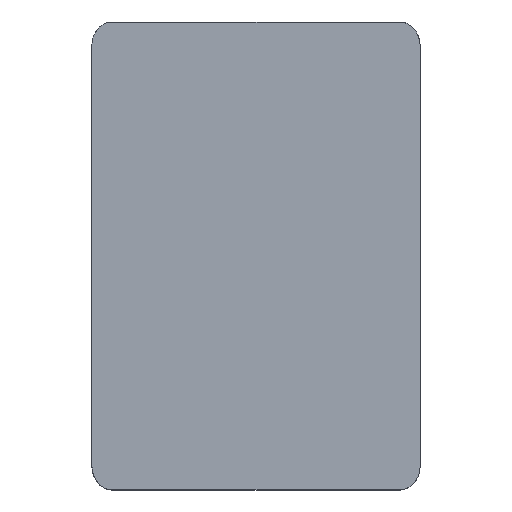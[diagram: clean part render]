
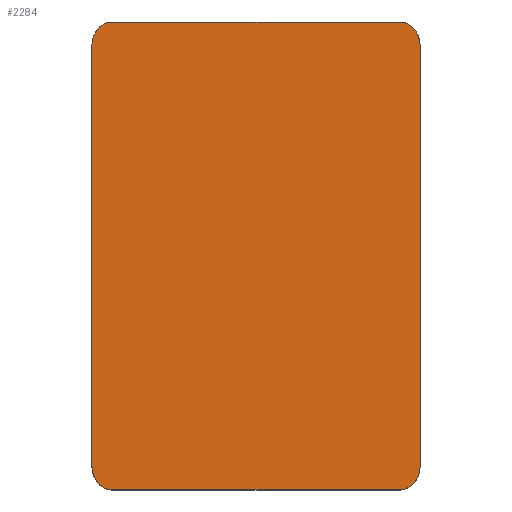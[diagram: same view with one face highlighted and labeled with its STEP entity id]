
A CAD part, top view. The second image highlights one B-rep face of the part: STEP entity #2284.
In plain terms, the highlighted planar face has unit normal (0, 0, 1).
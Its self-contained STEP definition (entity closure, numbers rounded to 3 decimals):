
#94=ELLIPSE('',#2459,4.8,4.);
#96=ELLIPSE('',#2462,4.8,4.);
#98=ELLIPSE('',#2465,4.8,4.);
#100=ELLIPSE('',#2468,4.8,4.);
#199=PLANE('',#2470);
#321=FACE_OUTER_BOUND('',#453,.T.);
#453=EDGE_LOOP('',(#2125,#2126,#2127,#2128,#2129,#2130,#2131,#2132));
#702=LINE('',#4089,#961);
#706=LINE('',#4106,#965);
#710=LINE('',#4123,#969);
#714=LINE('',#4138,#973);
#961=VECTOR('',#3020,10.);
#965=VECTOR('',#3030,12.);
#969=VECTOR('',#3040,10.);
#973=VECTOR('',#3050,12.);
#1180=VERTEX_POINT('',#4080);
#1181=VERTEX_POINT('',#4082);
#1183=VERTEX_POINT('',#4088);
#1185=VERTEX_POINT('',#4099);
#1187=VERTEX_POINT('',#4105);
#1189=VERTEX_POINT('',#4116);
#1191=VERTEX_POINT('',#4122);
#1193=VERTEX_POINT('',#4133);
#1493=EDGE_CURVE('',#1181,#1180,#94,.T.);
#1496=EDGE_CURVE('',#1183,#1181,#702,.T.);
#1499=EDGE_CURVE('',#1185,#1183,#96,.T.);
#1502=EDGE_CURVE('',#1187,#1185,#706,.T.);
#1505=EDGE_CURVE('',#1189,#1187,#98,.T.);
#1508=EDGE_CURVE('',#1191,#1189,#710,.T.);
#1511=EDGE_CURVE('',#1193,#1191,#100,.T.);
#1514=EDGE_CURVE('',#1180,#1193,#714,.T.);
#2125=ORIENTED_EDGE('',*,*,#1514,.T.);
#2126=ORIENTED_EDGE('',*,*,#1511,.T.);
#2127=ORIENTED_EDGE('',*,*,#1508,.T.);
#2128=ORIENTED_EDGE('',*,*,#1505,.T.);
#2129=ORIENTED_EDGE('',*,*,#1502,.T.);
#2130=ORIENTED_EDGE('',*,*,#1499,.T.);
#2131=ORIENTED_EDGE('',*,*,#1496,.T.);
#2132=ORIENTED_EDGE('',*,*,#1493,.T.);
#2284=ADVANCED_FACE('',(#321),#199,.T.);
#2459=AXIS2_PLACEMENT_3D('',#4083,#3014,#3015);
#2462=AXIS2_PLACEMENT_3D('',#4100,#3024,#3025);
#2465=AXIS2_PLACEMENT_3D('',#4117,#3034,#3035);
#2468=AXIS2_PLACEMENT_3D('',#4134,#3044,#3045);
#2470=AXIS2_PLACEMENT_3D('',#4139,#3051,#3052);
#3014=DIRECTION('center_axis',(0.,0.,1.));
#3015=DIRECTION('ref_axis',(0.,1.,0.));
#3020=DIRECTION('',(-1.,0.,0.));
#3024=DIRECTION('center_axis',(0.,0.,1.));
#3025=DIRECTION('ref_axis',(0.,1.,0.));
#3030=DIRECTION('',(0.,1.,0.));
#3034=DIRECTION('center_axis',(0.,0.,1.));
#3035=DIRECTION('ref_axis',(0.,-1.,0.));
#3040=DIRECTION('',(1.,0.,0.));
#3044=DIRECTION('center_axis',(0.,0.,1.));
#3045=DIRECTION('ref_axis',(0.,-1.,0.));
#3050=DIRECTION('',(0.,-1.,0.));
#3051=DIRECTION('center_axis',(0.,0.,1.));
#3052=DIRECTION('ref_axis',(1.,0.,0.));
#4080=CARTESIAN_POINT('',(-136.34,33.2,-3.4));
#4082=CARTESIAN_POINT('',(-132.34,38.,-3.4));
#4083=CARTESIAN_POINT('Origin',(-132.34,33.2,-3.4));
#4088=CARTESIAN_POINT('',(-75.,38.,-3.4));
#4089=CARTESIAN_POINT('',(-75.,38.,-3.4));
#4099=CARTESIAN_POINT('',(-71.,33.2,-3.4));
#4100=CARTESIAN_POINT('Origin',(-75.,33.2,-3.4));
#4105=CARTESIAN_POINT('',(-71.,-50.296,-3.4));
#4106=CARTESIAN_POINT('',(-71.,-50.296,-3.4));
#4116=CARTESIAN_POINT('',(-75.,-55.096,-3.4));
#4117=CARTESIAN_POINT('Origin',(-75.,-50.296,-3.4));
#4122=CARTESIAN_POINT('',(-132.34,-55.096,-3.4));
#4123=CARTESIAN_POINT('',(-132.34,-55.096,-3.4));
#4133=CARTESIAN_POINT('',(-136.34,-50.296,-3.4));
#4134=CARTESIAN_POINT('Origin',(-132.34,-50.296,-3.4));
#4138=CARTESIAN_POINT('',(-136.34,33.2,-3.4));
#4139=CARTESIAN_POINT('Origin',(-103.67,-8.548,-3.4));
